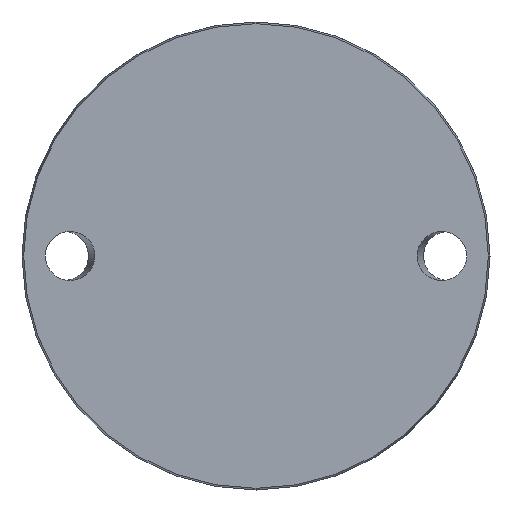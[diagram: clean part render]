
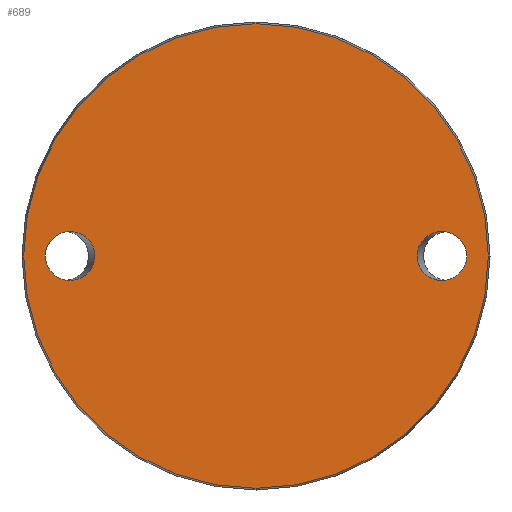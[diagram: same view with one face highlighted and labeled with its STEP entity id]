
A CAD part, front view. The second image highlights one B-rep face of the part: STEP entity #689.
In plain terms, the highlighted planar face has unit normal (0, -1, 0).
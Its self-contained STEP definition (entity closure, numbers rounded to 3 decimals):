
#34 = CARTESIAN_POINT ( 'NONE',  ( -71.115, 0., 0. ) ) ;
#68 = CARTESIAN_POINT ( 'NONE',  ( -71.115, 0., 16.5 ) ) ;
#90 = EDGE_LOOP ( 'NONE', ( #791 ) ) ;
#113 = CARTESIAN_POINT ( 'NONE',  ( 54.385, 0., 16.5 ) ) ;
#126 = EDGE_LOOP ( 'NONE', ( #445 ) ) ;
#143 = DIRECTION ( 'NONE',  ( 0., 1., 0. ) ) ;
#162 = EDGE_CURVE ( 'NONE', #478, #478, #318, .T. ) ;
#196 = ORIENTED_EDGE ( 'NONE', *, *, #855, .T. ) ;
#218 = CARTESIAN_POINT ( 'NONE',  ( -71.115, 0., -16.5 ) ) ;
#224 = EDGE_LOOP ( 'NONE', ( #196 ) ) ;
#257 = CARTESIAN_POINT ( 'NONE',  ( -78.425, 0., 0. ) ) ;
#271 = CARTESIAN_POINT ( 'NONE',  ( 71.115, 0., 0. ) ) ;
#300 = CIRCLE ( 'NONE', #332, 78.425 ) ;
#318 =( BOUNDED_CURVE ( )  B_SPLINE_CURVE ( 3, ( #505, #885, #650, #271, #587, #113, #964 ),
 .UNSPECIFIED., .T., .F. ) 
 B_SPLINE_CURVE_WITH_KNOTS ( ( 4, 3, 4 ),
 ( 0., 3.142, 6.283 ),
 .UNSPECIFIED. ) 
 CURVE ( )  GEOMETRIC_REPRESENTATION_ITEM ( )  RATIONAL_B_SPLINE_CURVE ( ( 1., 0.333, 0.333, 1., 0.333, 0.333, 1. ) ) 
 REPRESENTATION_ITEM ( '' )  );
#332 = AXIS2_PLACEMENT_3D ( 'NONE', #362, #751, #670 ) ;
#334 = VERTEX_POINT ( 'NONE', #34 ) ;
#336 = PLANE ( 'NONE',  #936 ) ;
#343 = CARTESIAN_POINT ( 'NONE',  ( 0., 0., -78.425 ) ) ;
#362 = CARTESIAN_POINT ( 'NONE',  ( 0., 0., 0. ) ) ;
#380 = CARTESIAN_POINT ( 'NONE',  ( -54.385, 0., -16.5 ) ) ;
#428 = FACE_OUTER_BOUND ( 'NONE', #224, .T. ) ;
#445 = ORIENTED_EDGE ( 'NONE', *, *, #864, .T. ) ;
#450 = DIRECTION ( 'NONE',  ( 0., 0., 1. ) ) ;
#478 = VERTEX_POINT ( 'NONE', #772 ) ;
#481 = VERTEX_POINT ( 'NONE', #343 ) ;
#505 = CARTESIAN_POINT ( 'NONE',  ( 54.385, 0., 0. ) ) ;
#587 = CARTESIAN_POINT ( 'NONE',  ( 71.115, 0., 16.5 ) ) ;
#590 =( BOUNDED_CURVE ( )  B_SPLINE_CURVE ( 3, ( #824, #68, #661, #983, #380, #218, #914 ),
 .UNSPECIFIED., .T., .T. ) 
 B_SPLINE_CURVE_WITH_KNOTS ( ( 4, 3, 4 ),
 ( 0., 3.142, 6.283 ),
 .UNSPECIFIED. ) 
 CURVE ( )  GEOMETRIC_REPRESENTATION_ITEM ( )  RATIONAL_B_SPLINE_CURVE ( ( 1., 0.333, 0.333, 1., 0.333, 0.333, 1. ) ) 
 REPRESENTATION_ITEM ( '' )  );
#650 = CARTESIAN_POINT ( 'NONE',  ( 71.115, 0., -16.5 ) ) ;
#661 = CARTESIAN_POINT ( 'NONE',  ( -54.385, 0., 16.5 ) ) ;
#670 = DIRECTION ( 'NONE',  ( 0., 0., -1. ) ) ;
#689 = ADVANCED_FACE ( 'NONE', ( #801, #882, #428 ), #336, .F. ) ;
#751 = DIRECTION ( 'NONE',  ( 0., -1., 0. ) ) ;
#772 = CARTESIAN_POINT ( 'NONE',  ( 54.385, 0., 0. ) ) ;
#791 = ORIENTED_EDGE ( 'NONE', *, *, #162, .F. ) ;
#801 = FACE_BOUND ( 'NONE', #126, .T. ) ;
#824 = CARTESIAN_POINT ( 'NONE',  ( -71.115, 0., 0. ) ) ;
#855 = EDGE_CURVE ( 'NONE', #481, #481, #300, .T. ) ;
#864 = EDGE_CURVE ( 'NONE', #334, #334, #590, .T. ) ;
#882 = FACE_BOUND ( 'NONE', #90, .T. ) ;
#885 = CARTESIAN_POINT ( 'NONE',  ( 54.385, 0., -16.5 ) ) ;
#914 = CARTESIAN_POINT ( 'NONE',  ( -71.115, 0., 0. ) ) ;
#936 = AXIS2_PLACEMENT_3D ( 'NONE', #257, #143, #450 ) ;
#964 = CARTESIAN_POINT ( 'NONE',  ( 54.385, 0., 0. ) ) ;
#983 = CARTESIAN_POINT ( 'NONE',  ( -54.385, 0., 0. ) ) ;
